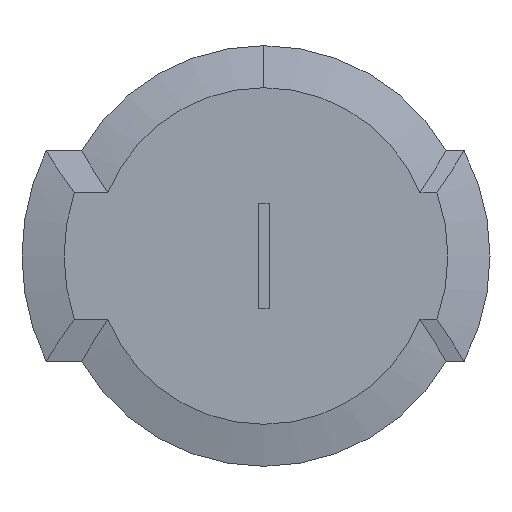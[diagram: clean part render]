
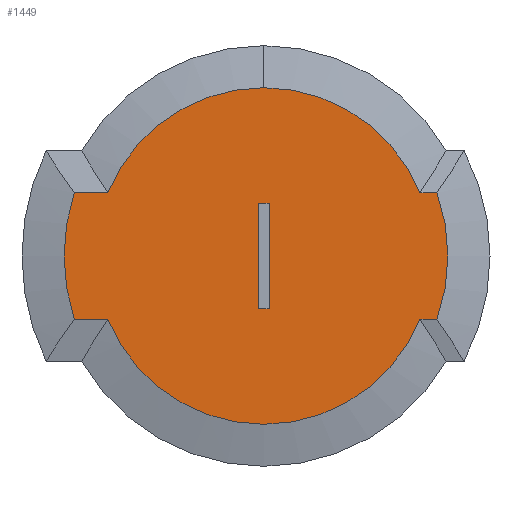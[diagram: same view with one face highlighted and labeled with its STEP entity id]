
A CAD part, front view. The second image highlights one B-rep face of the part: STEP entity #1449.
In plain terms, the highlighted planar face has unit normal (0, -1, 0).
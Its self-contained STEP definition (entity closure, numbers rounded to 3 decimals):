
#14 = EDGE_CURVE ( 'NONE', #589, #1219, #732, .T. ) ;
#18 = CARTESIAN_POINT ( 'NONE',  ( 0.5, 0., -5. ) ) ;
#19 = CIRCLE ( 'NONE', #1039, 16. ) ;
#64 = DIRECTION ( 'NONE',  ( 1., 0., 0. ) ) ;
#69 = VERTEX_POINT ( 'NONE', #1055 ) ;
#101 = ORIENTED_EDGE ( 'NONE', *, *, #144, .T. ) ;
#126 = CARTESIAN_POINT ( 'NONE',  ( -14.832, 0., -6. ) ) ;
#131 = LINE ( 'NONE', #377, #626 ) ;
#136 = AXIS2_PLACEMENT_3D ( 'NONE', #260, #405, #940 ) ;
#144 = EDGE_CURVE ( 'NONE', #757, #828, #1093, .T. ) ;
#156 = EDGE_CURVE ( 'NONE', #1169, #1023, #131, .T. ) ;
#158 = ORIENTED_EDGE ( 'NONE', *, *, #699, .T. ) ;
#163 = CARTESIAN_POINT ( 'NONE',  ( 0., 0., 6. ) ) ;
#202 = LINE ( 'NONE', #233, #1645 ) ;
#208 = FACE_OUTER_BOUND ( 'NONE', #217, .T. ) ;
#217 = EDGE_LOOP ( 'NONE', ( #1159, #1649, #219, #1711, #101, #1633, #158, #1484, #1171 ) ) ;
#219 = ORIENTED_EDGE ( 'NONE', *, *, #1207, .T. ) ;
#233 = CARTESIAN_POINT ( 'NONE',  ( 0., 0., 6. ) ) ;
#237 = VECTOR ( 'NONE', #831, 1000. ) ;
#254 = CARTESIAN_POINT ( 'NONE',  ( -0.5, 0., 5. ) ) ;
#260 = CARTESIAN_POINT ( 'NONE',  ( 0., 0., 0. ) ) ;
#262 = DIRECTION ( 'NONE',  ( 0., 0., 1. ) ) ;
#298 = CARTESIAN_POINT ( 'NONE',  ( 0.5, 0., 5. ) ) ;
#301 = LINE ( 'NONE', #1372, #1100 ) ;
#326 = DIRECTION ( 'NONE',  ( 1., 0., 0. ) ) ;
#370 = AXIS2_PLACEMENT_3D ( 'NONE', #1453, #393, #519 ) ;
#377 = CARTESIAN_POINT ( 'NONE',  ( -0.5, 0., 5. ) ) ;
#393 = DIRECTION ( 'NONE',  ( 0., -1., 0. ) ) ;
#404 = EDGE_CURVE ( 'NONE', #715, #985, #592, .T. ) ;
#405 = DIRECTION ( 'NONE',  ( 0., -1., 0. ) ) ;
#430 = CARTESIAN_POINT ( 'NONE',  ( 16.439, 0., -6. ) ) ;
#447 = CARTESIAN_POINT ( 'NONE',  ( -0.5, 0., -5. ) ) ;
#519 = DIRECTION ( 'NONE',  ( 0., 0., 1. ) ) ;
#530 = CARTESIAN_POINT ( 'NONE',  ( 14.832, 0., 6. ) ) ;
#532 = EDGE_CURVE ( 'NONE', #642, #1498, #202, .T. ) ;
#535 = CARTESIAN_POINT ( 'NONE',  ( 0., 0., 0. ) ) ;
#538 = VECTOR ( 'NONE', #326, 1000. ) ;
#542 = CARTESIAN_POINT ( 'NONE',  ( 0., 0., 0. ) ) ;
#576 = CARTESIAN_POINT ( 'NONE',  ( 0., 0., 16. ) ) ;
#588 = CARTESIAN_POINT ( 'NONE',  ( -0.5, 0., 5. ) ) ;
#589 = VERTEX_POINT ( 'NONE', #1729 ) ;
#592 = LINE ( 'NONE', #1126, #237 ) ;
#607 = CARTESIAN_POINT ( 'NONE',  ( -0.5, 0., -5. ) ) ;
#626 = VECTOR ( 'NONE', #848, 1000. ) ;
#637 = CARTESIAN_POINT ( 'NONE',  ( -18.028, 0., 6. ) ) ;
#642 = VERTEX_POINT ( 'NONE', #1608 ) ;
#647 = DIRECTION ( 'NONE',  ( 0., 0., 1. ) ) ;
#669 = EDGE_CURVE ( 'NONE', #1498, #589, #1079, .T. ) ;
#691 = EDGE_CURVE ( 'NONE', #1003, #642, #1210, .T. ) ;
#694 = CARTESIAN_POINT ( 'NONE',  ( 0., 0., 0. ) ) ;
#699 = EDGE_CURVE ( 'NONE', #1568, #1003, #19, .T. ) ;
#715 = VERTEX_POINT ( 'NONE', #18 ) ;
#732 = LINE ( 'NONE', #1128, #538 ) ;
#757 = VERTEX_POINT ( 'NONE', #430 ) ;
#828 = VERTEX_POINT ( 'NONE', #1351 ) ;
#831 = DIRECTION ( 'NONE',  ( 0., 0., 1. ) ) ;
#843 = ORIENTED_EDGE ( 'NONE', *, *, #404, .F. ) ;
#845 = AXIS2_PLACEMENT_3D ( 'NONE', #1392, #896, #1429 ) ;
#848 = DIRECTION ( 'NONE',  ( 0., 0., -1. ) ) ;
#849 = DIRECTION ( 'NONE',  ( 1., 0., 0. ) ) ;
#868 = ORIENTED_EDGE ( 'NONE', *, *, #156, .F. ) ;
#879 = ORIENTED_EDGE ( 'NONE', *, *, #1692, .F. ) ;
#888 = PLANE ( 'NONE',  #845 ) ;
#896 = DIRECTION ( 'NONE',  ( 0., 1., 0. ) ) ;
#899 = ORIENTED_EDGE ( 'NONE', *, *, #1393, .F. ) ;
#940 = DIRECTION ( 'NONE',  ( 0., 0., 1. ) ) ;
#951 = EDGE_LOOP ( 'NONE', ( #899, #843, #879, #868 ) ) ;
#981 = LINE ( 'NONE', #588, #1239 ) ;
#985 = VERTEX_POINT ( 'NONE', #298 ) ;
#992 = LINE ( 'NONE', #163, #1071 ) ;
#1000 = EDGE_CURVE ( 'NONE', #828, #1568, #992, .T. ) ;
#1003 = VERTEX_POINT ( 'NONE', #576 ) ;
#1020 = CIRCLE ( 'NONE', #370, 16. ) ;
#1023 = VERTEX_POINT ( 'NONE', #447 ) ;
#1039 = AXIS2_PLACEMENT_3D ( 'NONE', #694, #1358, #1479 ) ;
#1055 = CARTESIAN_POINT ( 'NONE',  ( 14.832, 0., -6. ) ) ;
#1071 = VECTOR ( 'NONE', #1533, 1000. ) ;
#1079 = CIRCLE ( 'NONE', #1428, 19. ) ;
#1093 = CIRCLE ( 'NONE', #1548, 17.5 ) ;
#1100 = VECTOR ( 'NONE', #849, 1000. ) ;
#1101 = VECTOR ( 'NONE', #64, 1000. ) ;
#1122 = DIRECTION ( 'NONE',  ( -1., 0., 0. ) ) ;
#1126 = CARTESIAN_POINT ( 'NONE',  ( 0.5, 0., 5. ) ) ;
#1128 = CARTESIAN_POINT ( 'NONE',  ( 0., 0., -6. ) ) ;
#1159 = ORIENTED_EDGE ( 'NONE', *, *, #669, .T. ) ;
#1169 = VERTEX_POINT ( 'NONE', #254 ) ;
#1171 = ORIENTED_EDGE ( 'NONE', *, *, #532, .T. ) ;
#1207 = EDGE_CURVE ( 'NONE', #1219, #69, #1020, .T. ) ;
#1210 = CIRCLE ( 'NONE', #136, 16. ) ;
#1219 = VERTEX_POINT ( 'NONE', #126 ) ;
#1239 = VECTOR ( 'NONE', #1122, 1000. ) ;
#1288 = DIRECTION ( 'NONE',  ( -1., 0., 0. ) ) ;
#1310 = EDGE_CURVE ( 'NONE', #69, #757, #301, .T. ) ;
#1321 = DIRECTION ( 'NONE',  ( 0., -1., 0. ) ) ;
#1351 = CARTESIAN_POINT ( 'NONE',  ( 16.439, 0., 6. ) ) ;
#1358 = DIRECTION ( 'NONE',  ( 0., -1., 0. ) ) ;
#1372 = CARTESIAN_POINT ( 'NONE',  ( 0., 0., -6. ) ) ;
#1392 = CARTESIAN_POINT ( 'NONE',  ( 0., 0., 0. ) ) ;
#1393 = EDGE_CURVE ( 'NONE', #985, #1169, #981, .T. ) ;
#1428 = AXIS2_PLACEMENT_3D ( 'NONE', #542, #1321, #647 ) ;
#1429 = DIRECTION ( 'NONE',  ( 0., 0., 1. ) ) ;
#1449 = ADVANCED_FACE ( 'NONE', ( #1709, #208 ), #888, .F. ) ;
#1453 = CARTESIAN_POINT ( 'NONE',  ( 0., 0., 0. ) ) ;
#1479 = DIRECTION ( 'NONE',  ( 0., 0., 1. ) ) ;
#1484 = ORIENTED_EDGE ( 'NONE', *, *, #691, .T. ) ;
#1486 = LINE ( 'NONE', #607, #1101 ) ;
#1498 = VERTEX_POINT ( 'NONE', #637 ) ;
#1533 = DIRECTION ( 'NONE',  ( -1., 0., 0. ) ) ;
#1548 = AXIS2_PLACEMENT_3D ( 'NONE', #535, #1610, #262 ) ;
#1568 = VERTEX_POINT ( 'NONE', #530 ) ;
#1608 = CARTESIAN_POINT ( 'NONE',  ( -14.832, 0., 6. ) ) ;
#1610 = DIRECTION ( 'NONE',  ( 0., -1., 0. ) ) ;
#1633 = ORIENTED_EDGE ( 'NONE', *, *, #1000, .T. ) ;
#1645 = VECTOR ( 'NONE', #1288, 1000. ) ;
#1649 = ORIENTED_EDGE ( 'NONE', *, *, #14, .T. ) ;
#1692 = EDGE_CURVE ( 'NONE', #1023, #715, #1486, .T. ) ;
#1709 = FACE_BOUND ( 'NONE', #951, .T. ) ;
#1711 = ORIENTED_EDGE ( 'NONE', *, *, #1310, .T. ) ;
#1729 = CARTESIAN_POINT ( 'NONE',  ( -18.028, 0., -6. ) ) ;
